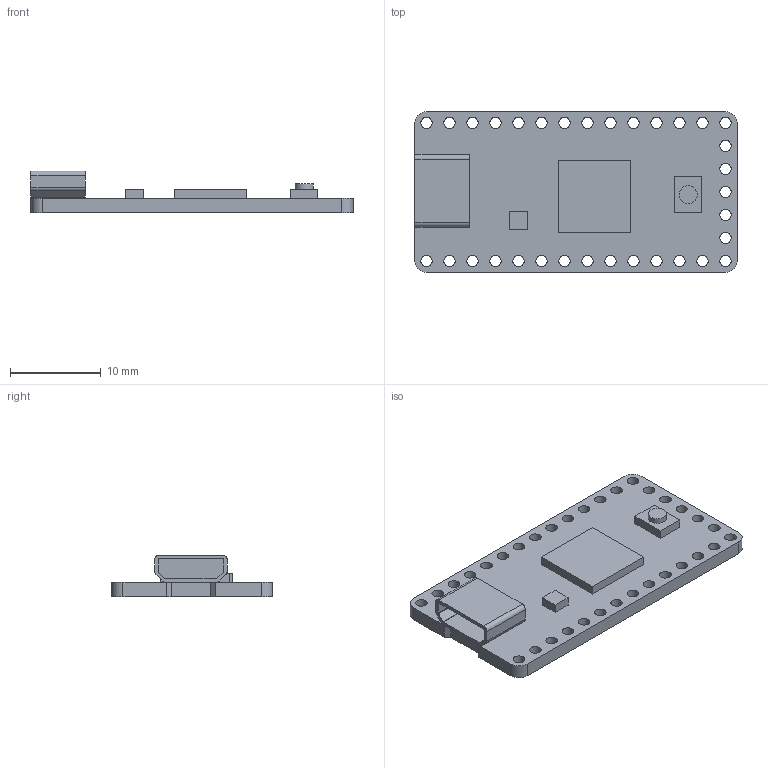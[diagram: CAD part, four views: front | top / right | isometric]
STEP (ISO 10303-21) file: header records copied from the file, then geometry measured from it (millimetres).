
FILE_DESCRIPTION(/* description */ (''),/* implementation_level */ '2;1');
FILE_NAME(/* name */ '3727 ItsyBitsy M0.step',/* time_stamp */ '2018-07-07T12:35:36-04:00',/* author */ ('Adafruit'),/* organization */ (''),/* preprocessor_version */ 'ST-DEVELOPER v17',/* originating_system */ 'Autodesk Translation Framework v7.1.0.215',/* authorisation */ '');
FILE_SCHEMA (('AUTOMOTIVE_DESIGN { 1 0 10303 214 3 1 1 }'));
Length unit declared in the file: millimetre
Products named in the file (1): ItsyBitsy M0
Bounding box: 35.56 x 17.78 x 4.6 mm (x, y, z)
Volume: 1072.3 mm3; surface area: 2036.8 mm2
Topology: 5 solids, 5 shells, 94 faces, 246 edges, 164 vertices
Faces by surface type: cylinder 50, plane 44
Full cylindrical faces by diameter (mm): 1.27 x33, 2 x1
Entity records: 3114 total; most frequent: DIRECTION 536, CARTESIAN_POINT 505, ORIENTED_EDGE 492, EDGE_CURVE 246, AXIS2_PLACEMENT_3D 195, VERTEX_POINT 164, EDGE_LOOP 162, LINE 146
